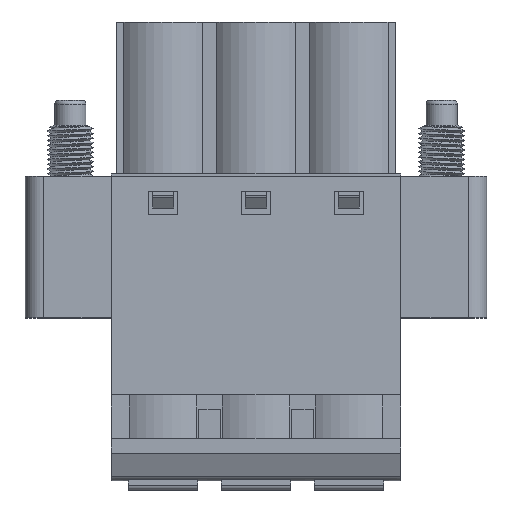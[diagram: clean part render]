
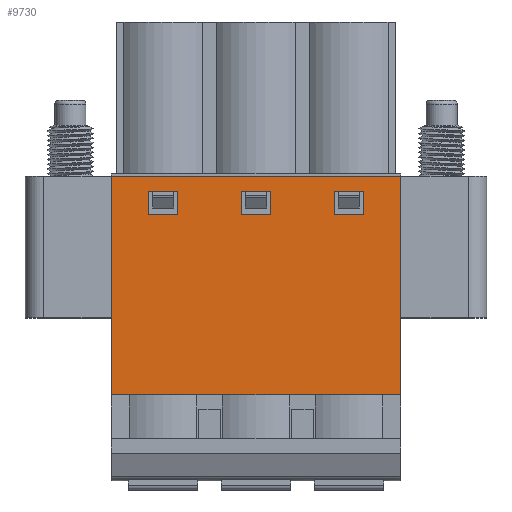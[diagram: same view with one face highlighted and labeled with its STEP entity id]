
A CAD part, top view. The second image highlights one B-rep face of the part: STEP entity #9730.
In plain terms, the highlighted planar face has unit normal (0, 0, 1).
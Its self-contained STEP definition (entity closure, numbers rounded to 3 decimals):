
#294=DIRECTION('',(0.,-1.,0.));
#295=VECTOR('',#294,11.95);
#296=CARTESIAN_POINT('',(0.,15.15,3.65));
#297=LINE('',#296,#295);
#676=DIRECTION('',(1.,0.,0.));
#677=VECTOR('',#676,5.08);
#678=CARTESIAN_POINT('',(-7.92,3.2,3.65));
#679=LINE('',#678,#677);
#690=DIRECTION('',(1.,0.,0.));
#691=VECTOR('',#690,5.08);
#692=CARTESIAN_POINT('',(-13.,3.2,3.65));
#693=LINE('',#692,#691);
#699=DIRECTION('',(0.,1.,0.));
#700=VECTOR('',#699,1.3);
#701=CARTESIAN_POINT('',(-13.8,13.05,3.65));
#702=LINE('',#701,#700);
#703=DIRECTION('',(1.,0.,0.));
#704=VECTOR('',#703,1.6);
#705=CARTESIAN_POINT('',(-13.8,13.05,3.65));
#706=LINE('',#705,#704);
#707=DIRECTION('',(0.,1.,0.));
#708=VECTOR('',#707,1.3);
#709=CARTESIAN_POINT('',(-12.2,13.05,3.65));
#710=LINE('',#709,#708);
#711=DIRECTION('',(1.,0.,0.));
#712=VECTOR('',#711,1.6);
#713=CARTESIAN_POINT('',(-13.8,14.35,3.65));
#714=LINE('',#713,#712);
#715=DIRECTION('',(0.,1.,0.));
#716=VECTOR('',#715,1.3);
#717=CARTESIAN_POINT('',(-8.72,13.05,3.65));
#718=LINE('',#717,#716);
#719=DIRECTION('',(1.,0.,0.));
#720=VECTOR('',#719,1.6);
#721=CARTESIAN_POINT('',(-8.72,13.05,3.65));
#722=LINE('',#721,#720);
#723=DIRECTION('',(0.,1.,0.));
#724=VECTOR('',#723,1.3);
#725=CARTESIAN_POINT('',(-7.12,13.05,3.65));
#726=LINE('',#725,#724);
#727=DIRECTION('',(1.,0.,0.));
#728=VECTOR('',#727,1.6);
#729=CARTESIAN_POINT('',(-8.72,14.35,3.65));
#730=LINE('',#729,#728);
#731=DIRECTION('',(0.,1.,0.));
#732=VECTOR('',#731,1.3);
#733=CARTESIAN_POINT('',(-3.64,13.05,3.65));
#734=LINE('',#733,#732);
#735=DIRECTION('',(1.,0.,0.));
#736=VECTOR('',#735,1.6);
#737=CARTESIAN_POINT('',(-3.64,13.05,3.65));
#738=LINE('',#737,#736);
#739=DIRECTION('',(0.,1.,0.));
#740=VECTOR('',#739,1.3);
#741=CARTESIAN_POINT('',(-2.04,13.05,3.65));
#742=LINE('',#741,#740);
#743=DIRECTION('',(1.,0.,0.));
#744=VECTOR('',#743,1.6);
#745=CARTESIAN_POINT('',(-3.64,14.35,3.65));
#746=LINE('',#745,#744);
#747=DIRECTION('',(1.,0.,0.));
#748=VECTOR('',#747,2.84);
#749=CARTESIAN_POINT('',(-15.84,3.2,3.65));
#750=LINE('',#749,#748);
#751=DIRECTION('',(1.,0.,0.));
#752=VECTOR('',#751,2.84);
#753=CARTESIAN_POINT('',(-2.84,3.2,3.65));
#754=LINE('',#753,#752);
#1935=DIRECTION('',(0.,-1.,0.));
#1936=VECTOR('',#1935,11.95);
#1937=CARTESIAN_POINT('',(-15.84,15.15,3.65));
#1938=LINE('',#1937,#1936);
#3385=DIRECTION('',(-1.,0.,0.));
#3386=VECTOR('',#3385,15.84);
#3387=CARTESIAN_POINT('',(0.,15.15,3.65));
#3388=LINE('',#3387,#3386);
#7580=CARTESIAN_POINT('',(-3.64,13.05,3.65));
#7581=VERTEX_POINT('',#7580);
#7582=CARTESIAN_POINT('',(-3.64,14.35,3.65));
#7583=VERTEX_POINT('',#7582);
#7588=CARTESIAN_POINT('',(-2.04,13.05,3.65));
#7589=VERTEX_POINT('',#7588);
#7590=CARTESIAN_POINT('',(-2.04,14.35,3.65));
#7591=VERTEX_POINT('',#7590);
#7771=CARTESIAN_POINT('',(-2.84,3.2,3.65));
#7773=VERTEX_POINT('',#7771);
#7846=CARTESIAN_POINT('',(0.,15.15,3.65));
#7847=CARTESIAN_POINT('',(0.,3.2,3.65));
#7848=VERTEX_POINT('',#7846);
#7849=VERTEX_POINT('',#7847);
#8008=CARTESIAN_POINT('',(-8.72,13.05,3.65));
#8009=VERTEX_POINT('',#8008);
#8010=CARTESIAN_POINT('',(-8.72,14.35,3.65));
#8011=VERTEX_POINT('',#8010);
#8016=CARTESIAN_POINT('',(-7.12,13.05,3.65));
#8017=VERTEX_POINT('',#8016);
#8018=CARTESIAN_POINT('',(-7.12,14.35,3.65));
#8019=VERTEX_POINT('',#8018);
#8196=CARTESIAN_POINT('',(-7.92,3.2,3.65));
#8198=VERTEX_POINT('',#8196);
#8287=CARTESIAN_POINT('',(-13.8,13.05,3.65));
#8288=CARTESIAN_POINT('',(-13.8,14.35,3.65));
#8289=VERTEX_POINT('',#8287);
#8290=VERTEX_POINT('',#8288);
#8291=CARTESIAN_POINT('',(-12.2,13.05,3.65));
#8292=CARTESIAN_POINT('',(-12.2,14.35,3.65));
#8293=VERTEX_POINT('',#8291);
#8294=VERTEX_POINT('',#8292);
#8375=CARTESIAN_POINT('',(-13.,3.2,3.65));
#8377=VERTEX_POINT('',#8375);
#8602=CARTESIAN_POINT('',(-15.84,15.15,3.65));
#8603=CARTESIAN_POINT('',(-15.84,3.2,3.65));
#8604=VERTEX_POINT('',#8602);
#8605=VERTEX_POINT('',#8603);
#9684=CARTESIAN_POINT('',(-20.92,23.6,3.65));
#9685=DIRECTION('',(0.,0.,1.));
#9686=DIRECTION('',(0.,-1.,0.));
#9687=AXIS2_PLACEMENT_3D('',#9684,#9685,#9686);
#9688=PLANE('',#9687);
#9689=ORIENTED_EDGE('',*,*,#9677,.F.);
#9690=ORIENTED_EDGE('',*,*,#9630,.F.);
#9692=ORIENTED_EDGE('',*,*,#9691,.F.);
#9694=ORIENTED_EDGE('',*,*,#9693,.F.);
#9695=ORIENTED_EDGE('',*,*,#9211,.T.);
#9696=ORIENTED_EDGE('',*,*,#9648,.F.);
#9697=ORIENTED_EDGE('',*,*,#9662,.F.);
#9698=EDGE_LOOP('',(#9689,#9690,#9692,#9694,#9695,#9696,#9697));
#9699=FACE_OUTER_BOUND('',#9698,.F.);
#9701=ORIENTED_EDGE('',*,*,#9700,.F.);
#9703=ORIENTED_EDGE('',*,*,#9702,.T.);
#9705=ORIENTED_EDGE('',*,*,#9704,.T.);
#9707=ORIENTED_EDGE('',*,*,#9706,.F.);
#9708=EDGE_LOOP('',(#9701,#9703,#9705,#9707));
#9709=FACE_BOUND('',#9708,.F.);
#9711=ORIENTED_EDGE('',*,*,#9710,.F.);
#9713=ORIENTED_EDGE('',*,*,#9712,.T.);
#9715=ORIENTED_EDGE('',*,*,#9714,.T.);
#9717=ORIENTED_EDGE('',*,*,#9716,.F.);
#9718=EDGE_LOOP('',(#9711,#9713,#9715,#9717));
#9719=FACE_BOUND('',#9718,.F.);
#9721=ORIENTED_EDGE('',*,*,#9720,.F.);
#9723=ORIENTED_EDGE('',*,*,#9722,.T.);
#9725=ORIENTED_EDGE('',*,*,#9724,.T.);
#9727=ORIENTED_EDGE('',*,*,#9726,.F.);
#9728=EDGE_LOOP('',(#9721,#9723,#9725,#9727));
#9729=FACE_BOUND('',#9728,.F.);
#9730=ADVANCED_FACE('',(#9699,#9709,#9719,#9729),#9688,.T.);
#9211=EDGE_CURVE('',#7848,#7849,#297,.T.);
#9630=EDGE_CURVE('',#8605,#8377,#750,.T.);
#9648=EDGE_CURVE('',#7773,#7849,#754,.T.);
#9662=EDGE_CURVE('',#8198,#7773,#679,.T.);
#9677=EDGE_CURVE('',#8377,#8198,#693,.T.);
#9691=EDGE_CURVE('',#8604,#8605,#1938,.T.);
#9693=EDGE_CURVE('',#7848,#8604,#3388,.T.);
#9700=EDGE_CURVE('',#8289,#8290,#702,.T.);
#9702=EDGE_CURVE('',#8289,#8293,#706,.T.);
#9704=EDGE_CURVE('',#8293,#8294,#710,.T.);
#9706=EDGE_CURVE('',#8290,#8294,#714,.T.);
#9710=EDGE_CURVE('',#8009,#8011,#718,.T.);
#9712=EDGE_CURVE('',#8009,#8017,#722,.T.);
#9714=EDGE_CURVE('',#8017,#8019,#726,.T.);
#9716=EDGE_CURVE('',#8011,#8019,#730,.T.);
#9720=EDGE_CURVE('',#7581,#7583,#734,.T.);
#9722=EDGE_CURVE('',#7581,#7589,#738,.T.);
#9724=EDGE_CURVE('',#7589,#7591,#742,.T.);
#9726=EDGE_CURVE('',#7583,#7591,#746,.T.);
